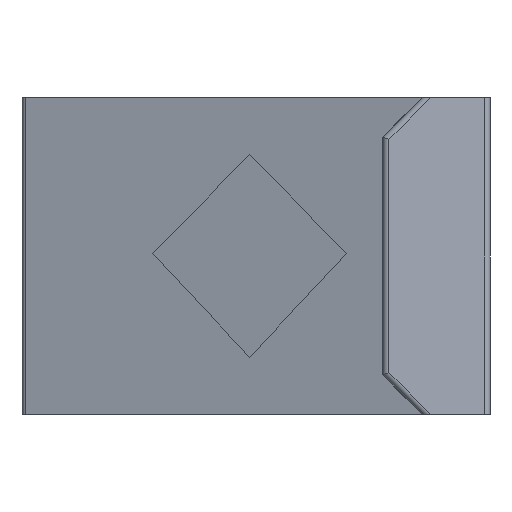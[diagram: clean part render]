
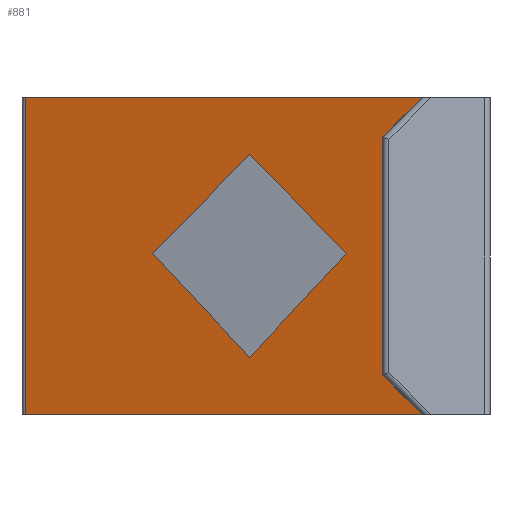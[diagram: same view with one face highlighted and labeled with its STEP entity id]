
A CAD part, front view. The second image highlights one B-rep face of the part: STEP entity #881.
In plain terms, the highlighted planar face has unit normal (-0.287, -0.958, 0).
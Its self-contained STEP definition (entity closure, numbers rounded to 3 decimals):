
#16=FACE_BOUND('',#157,.T.);
#105=FACE_OUTER_BOUND('',#156,.T.);
#156=EDGE_LOOP('',(#781,#782,#783,#784));
#157=EDGE_LOOP('',(#785,#786,#787,#788));
#194=LINE('',#1292,#292);
#197=LINE('',#1298,#295);
#204=LINE('',#1311,#302);
#208=LINE('',#1317,#306);
#210=LINE('',#1326,#308);
#220=LINE('',#1364,#318);
#229=LINE('',#1389,#327);
#242=LINE('',#1424,#340);
#292=VECTOR('',#1038,10.);
#295=VECTOR('',#1043,10.);
#302=VECTOR('',#1054,10.);
#306=VECTOR('',#1062,10.);
#308=VECTOR('',#1070,10.);
#318=VECTOR('',#1100,10.);
#327=VECTOR('',#1127,10.);
#340=VECTOR('',#1162,10.);
#381=VERTEX_POINT('',#1289);
#382=VERTEX_POINT('',#1291);
#384=VERTEX_POINT('',#1297);
#388=VERTEX_POINT('',#1309);
#389=VERTEX_POINT('',#1319);
#392=VERTEX_POINT('',#1324);
#410=VERTEX_POINT('',#1362);
#417=VERTEX_POINT('',#1388);
#470=EDGE_CURVE('',#382,#381,#194,.T.);
#473=EDGE_CURVE('',#384,#382,#197,.T.);
#480=EDGE_CURVE('',#381,#388,#204,.T.);
#484=EDGE_CURVE('',#388,#384,#208,.T.);
#488=EDGE_CURVE('',#392,#389,#210,.T.);
#507=EDGE_CURVE('',#410,#392,#220,.T.);
#519=EDGE_CURVE('',#389,#417,#229,.T.);
#538=EDGE_CURVE('',#417,#410,#242,.T.);
#781=ORIENTED_EDGE('',*,*,#488,.F.);
#782=ORIENTED_EDGE('',*,*,#507,.F.);
#783=ORIENTED_EDGE('',*,*,#538,.F.);
#784=ORIENTED_EDGE('',*,*,#519,.F.);
#785=ORIENTED_EDGE('',*,*,#470,.T.);
#786=ORIENTED_EDGE('',*,*,#480,.T.);
#787=ORIENTED_EDGE('',*,*,#484,.T.);
#788=ORIENTED_EDGE('',*,*,#473,.T.);
#833=PLANE('',#969);
#881=ADVANCED_FACE('',(#105,#16),#833,.T.);
#969=AXIS2_PLACEMENT_3D('',#1464,#1209,#1210);
#1038=DIRECTION('',(0.686,-0.206,-0.698));
#1043=DIRECTION('',(0.686,-0.206,0.698));
#1054=DIRECTION('',(-0.668,0.201,-0.716));
#1062=DIRECTION('',(-0.668,0.201,0.716));
#1070=DIRECTION('',(0.,0.,1.));
#1100=DIRECTION('',(-0.958,0.287,0.));
#1127=DIRECTION('',(0.958,-0.287,0.));
#1162=DIRECTION('',(0.,0.,-1.));
#1209=DIRECTION('center_axis',(-0.287,-0.958,0.));
#1210=DIRECTION('ref_axis',(0.958,-0.287,0.));
#1289=CARTESIAN_POINT('',(-38.098,-22.038,20.331));
#1291=CARTESIAN_POINT('',(-50.337,-18.366,32.783));
#1292=CARTESIAN_POINT('',(-49.176,-18.715,31.601));
#1297=CARTESIAN_POINT('',(-62.577,-14.694,20.331));
#1298=CARTESIAN_POINT('',(-61.415,-15.043,21.513));
#1309=CARTESIAN_POINT('',(-50.337,-18.366,7.217));
#1311=CARTESIAN_POINT('',(-54.89,-17.,2.339));
#1317=CARTESIAN_POINT('',(-67.13,-13.328,25.21));
#1319=CARTESIAN_POINT('',(-78.576,-9.895,40.));
#1324=CARTESIAN_POINT('',(-78.576,-9.895,0.));
#1326=CARTESIAN_POINT('',(-78.576,-9.895,20.));
#1362=CARTESIAN_POINT('',(-22.099,-26.838,0.));
#1364=CARTESIAN_POINT('',(-21.6,-26.987,0.));
#1388=CARTESIAN_POINT('',(-22.099,-26.838,40.));
#1389=CARTESIAN_POINT('',(-21.6,-26.987,40.));
#1424=CARTESIAN_POINT('',(-22.099,-26.838,20.));
#1464=CARTESIAN_POINT('Origin',(-81.6,-8.987,20.));
